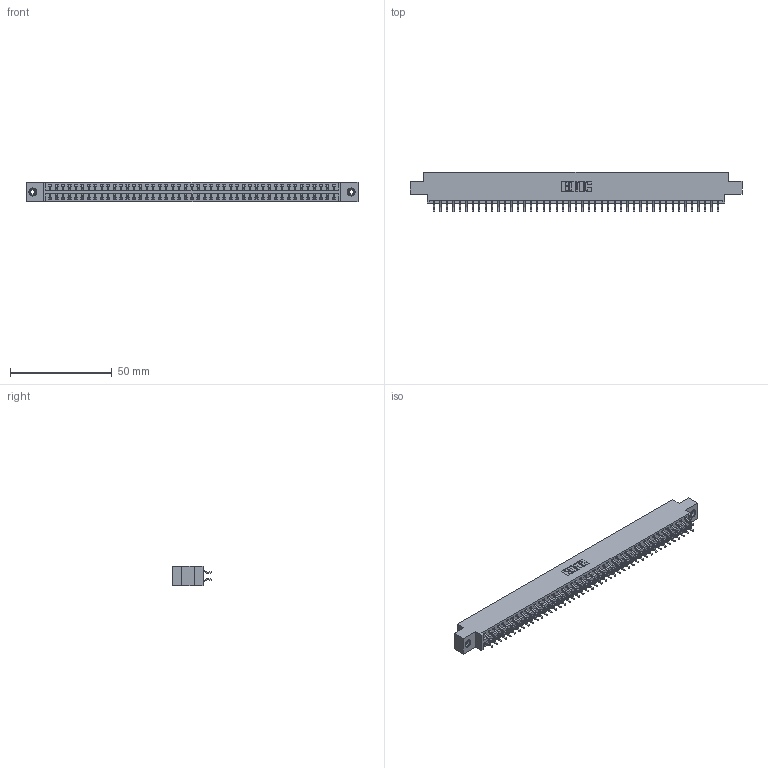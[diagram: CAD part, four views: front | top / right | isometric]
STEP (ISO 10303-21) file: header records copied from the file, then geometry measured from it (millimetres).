
FILE_DESCRIPTION (( 'STEP AP203' ), '1' );
FILE_NAME ('396-090-556-808.STEP', '2019-11-02T15:40:12', ( '' ), ( '' ), 'SwSTEP 2.0', 'SolidWorks 2016', '' );
FILE_SCHEMA (( 'CONFIG_CONTROL_DESIGN' ));
Length unit declared in the file: inch
Products named in the file (4): 346 Part_0.170 Offset - 0.156 Dia-TI; 345-292-001_556 Tail; 345-250-001_345-250-003-102; 396-090-556-808
Assembly tree (93 placements, depth 2):
  396-090-556-808
    346 Part_0.170 Offset - 0.156 Dia-TI
    345-292-001_556 Tail  x90
    345-250-001_345-250-003-102  x2
Bounding box: 163.45 x 19.57 x 9.4 mm (x, y, z)
Volume: 15796.9 mm3; surface area: 21877.1 mm2
Topology: 93 solids, 93 shells, 5406 faces, 16047 edges, 10570 vertices
Faces by surface type: plane 3622, cylinder 1768, cone 12, torus 4
Entity records: 30502 total; most frequent: CARTESIAN_POINT 5023, ORIENTED_EDGE 4938, DIRECTION 4491, EDGE_CURVE 2469, LINE 2129, VECTOR 2129, VERTEX_POINT 1640, AXIS2_PLACEMENT_3D 1181
